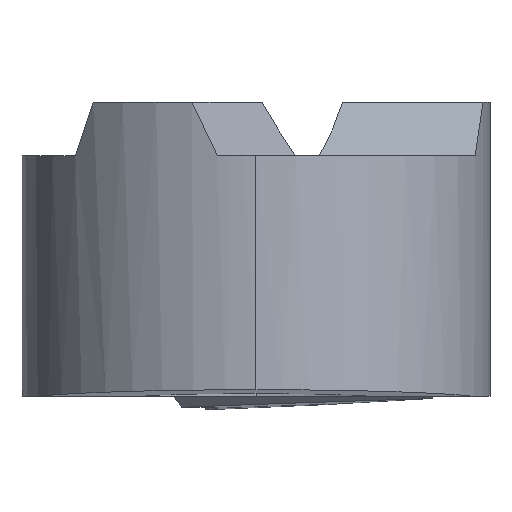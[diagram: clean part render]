
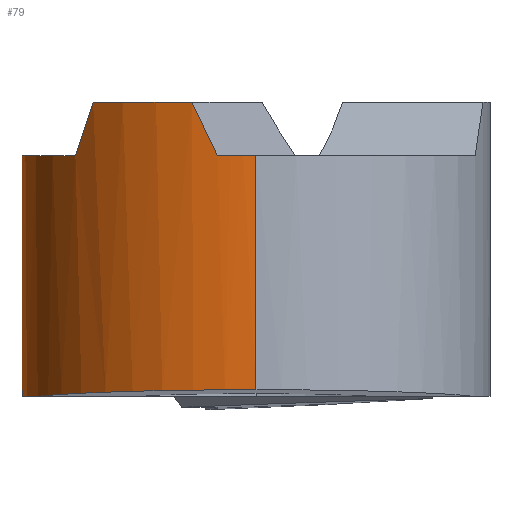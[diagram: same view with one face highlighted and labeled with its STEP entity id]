
A CAD part, left-side view. The second image highlights one B-rep face of the part: STEP entity #79.
In plain terms, the highlighted cylindrical face has radius 3.5 mm (diameter 7 mm), a partial arc.
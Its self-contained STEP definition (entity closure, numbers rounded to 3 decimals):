
#79=ADVANCED_FACE('',(#130),#119,.T.);
#119=CYLINDRICAL_SURFACE('',#838,3.5);
#130=FACE_OUTER_BOUND('',#172,.T.);
#172=EDGE_LOOP('',(#326,#327,#328,#329,#330,#331,#332,#333,#334,#335,#336));
#213=(
BOUNDED_CURVE()
B_SPLINE_CURVE(3,(#1132,#1133,#1134,#1135),.UNSPECIFIED.,.F.,.F.)
B_SPLINE_CURVE_WITH_KNOTS((4,4),(0.,1.),.UNSPECIFIED.)
CURVE()
GEOMETRIC_REPRESENTATION_ITEM()
RATIONAL_B_SPLINE_CURVE((1.,0.883,0.883,1.))
REPRESENTATION_ITEM('')
);
#214=(
BOUNDED_CURVE()
B_SPLINE_CURVE(3,(#1142,#1143,#1144,#1145),.UNSPECIFIED.,.F.,.F.)
B_SPLINE_CURVE_WITH_KNOTS((4,4),(0.,1.),.UNSPECIFIED.)
CURVE()
GEOMETRIC_REPRESENTATION_ITEM()
RATIONAL_B_SPLINE_CURVE((1.,0.999,0.999,1.))
REPRESENTATION_ITEM('')
);
#215=(
BOUNDED_CURVE()
B_SPLINE_CURVE(3,(#1149,#1150,#1151,#1152),.UNSPECIFIED.,.F.,.F.)
B_SPLINE_CURVE_WITH_KNOTS((4,4),(0.,1.),.UNSPECIFIED.)
CURVE()
GEOMETRIC_REPRESENTATION_ITEM()
RATIONAL_B_SPLINE_CURVE((1.,0.999,0.999,1.))
REPRESENTATION_ITEM('')
);
#216=(
BOUNDED_CURVE()
B_SPLINE_CURVE(3,(#1156,#1157,#1158,#1159),.UNSPECIFIED.,.F.,.F.)
B_SPLINE_CURVE_WITH_KNOTS((4,4),(0.,1.),.UNSPECIFIED.)
CURVE()
GEOMETRIC_REPRESENTATION_ITEM()
RATIONAL_B_SPLINE_CURVE((1.,0.999,0.999,1.))
REPRESENTATION_ITEM('')
);
#231=LINE('',#1138,#271);
#232=LINE('',#1163,#272);
#271=VECTOR('',#927,1.);
#272=VECTOR('',#936,1.);
#326=ORIENTED_EDGE('',*,*,#627,.F.);
#327=ORIENTED_EDGE('',*,*,#628,.T.);
#328=ORIENTED_EDGE('',*,*,#629,.F.);
#329=ORIENTED_EDGE('',*,*,#630,.F.);
#330=ORIENTED_EDGE('',*,*,#631,.F.);
#331=ORIENTED_EDGE('',*,*,#632,.F.);
#332=ORIENTED_EDGE('',*,*,#633,.F.);
#333=ORIENTED_EDGE('',*,*,#634,.F.);
#334=ORIENTED_EDGE('',*,*,#635,.F.);
#335=ORIENTED_EDGE('',*,*,#636,.F.);
#336=ORIENTED_EDGE('',*,*,#637,.F.);
#548=VERTEX_POINT('',#1136);
#549=VERTEX_POINT('',#1137);
#550=VERTEX_POINT('',#1139);
#551=VERTEX_POINT('',#1141);
#552=VERTEX_POINT('',#1146);
#553=VERTEX_POINT('',#1148);
#554=VERTEX_POINT('',#1153);
#555=VERTEX_POINT('',#1155);
#556=VERTEX_POINT('',#1160);
#557=VERTEX_POINT('',#1162);
#558=VERTEX_POINT('',#1164);
#627=EDGE_CURVE('',#548,#549,#213,.T.);
#628=EDGE_CURVE('',#548,#550,#231,.T.);
#629=EDGE_CURVE('',#551,#550,#732,.T.);
#630=EDGE_CURVE('',#552,#551,#214,.T.);
#631=EDGE_CURVE('',#553,#552,#733,.T.);
#632=EDGE_CURVE('',#554,#553,#215,.T.);
#633=EDGE_CURVE('',#555,#554,#734,.T.);
#634=EDGE_CURVE('',#556,#555,#216,.T.);
#635=EDGE_CURVE('',#557,#556,#735,.T.);
#636=EDGE_CURVE('',#558,#557,#232,.T.);
#637=EDGE_CURVE('',#549,#558,#736,.T.);
#732=CIRCLE('',#833,3.5);
#733=CIRCLE('',#834,3.5);
#734=CIRCLE('',#835,3.5);
#735=CIRCLE('',#836,3.5);
#736=CIRCLE('',#837,3.5);
#833=AXIS2_PLACEMENT_3D('',#1140,#928,#929);
#834=AXIS2_PLACEMENT_3D('',#1147,#930,#931);
#835=AXIS2_PLACEMENT_3D('',#1154,#932,#933);
#836=AXIS2_PLACEMENT_3D('',#1161,#934,#935);
#837=AXIS2_PLACEMENT_3D('',#1165,#937,#938);
#838=AXIS2_PLACEMENT_3D('',#1166,#939,#940);
#927=DIRECTION('',(0.,0.,1.));
#928=DIRECTION('',(0.,0.,1.));
#929=DIRECTION('',(-1.,0.,0.));
#930=DIRECTION('',(0.,0.,1.));
#931=DIRECTION('',(-1.,0.,0.));
#932=DIRECTION('',(0.,0.,1.));
#933=DIRECTION('',(-1.,0.,0.));
#934=DIRECTION('',(0.,0.,1.));
#935=DIRECTION('',(-1.,0.,0.));
#936=DIRECTION('',(0.,0.,1.));
#937=DIRECTION('',(0.,0.,-1.));
#938=DIRECTION('',(1.,0.,0.));
#939=DIRECTION('',(0.,0.,1.));
#940=DIRECTION('',(-1.,0.,0.));
#1132=CARTESIAN_POINT('',(-3.5,0.,-3.5));
#1133=CARTESIAN_POINT('',(-3.5,1.495,-3.5));
#1134=CARTESIAN_POINT('',(-2.654,2.727,-3.538));
#1135=CARTESIAN_POINT('',(-1.26,3.265,-3.6));
#1136=CARTESIAN_POINT('',(-3.5,0.,-3.5));
#1137=CARTESIAN_POINT('',(-1.26,3.265,-3.6));
#1138=CARTESIAN_POINT('',(-3.5,0.,-4.));
#1139=CARTESIAN_POINT('',(-3.5,0.,0.));
#1140=CARTESIAN_POINT('',(0.,0.,0.));
#1141=CARTESIAN_POINT('',(-3.452,0.577,0.));
#1142=CARTESIAN_POINT('',(-3.366,0.958,0.8));
#1143=CARTESIAN_POINT('',(-3.402,0.833,0.529));
#1144=CARTESIAN_POINT('',(-3.431,0.705,0.262));
#1145=CARTESIAN_POINT('',(-3.452,0.577,0.));
#1146=CARTESIAN_POINT('',(-3.366,0.958,0.8));
#1147=CARTESIAN_POINT('',(0.,0.,0.8));
#1148=CARTESIAN_POINT('',(-2.513,2.436,0.8));
#1149=CARTESIAN_POINT('',(-2.226,2.701,0.));
#1150=CARTESIAN_POINT('',(-2.326,2.618,0.262));
#1151=CARTESIAN_POINT('',(-2.422,2.53,0.529));
#1152=CARTESIAN_POINT('',(-2.513,2.436,0.8));
#1153=CARTESIAN_POINT('',(-2.226,2.701,0.));
#1154=CARTESIAN_POINT('',(0.,0.,0.));
#1155=CARTESIAN_POINT('',(2.226,2.701,0.));
#1156=CARTESIAN_POINT('',(2.513,2.436,0.8));
#1157=CARTESIAN_POINT('',(2.422,2.53,0.529));
#1158=CARTESIAN_POINT('',(2.326,2.618,0.262));
#1159=CARTESIAN_POINT('',(2.226,2.701,0.));
#1160=CARTESIAN_POINT('',(2.513,2.436,0.8));
#1161=CARTESIAN_POINT('',(0.,0.,0.8));
#1162=CARTESIAN_POINT('',(2.82,2.073,0.8));
#1163=CARTESIAN_POINT('',(2.82,2.073,-4.));
#1164=CARTESIAN_POINT('',(2.82,2.073,-3.6));
#1165=CARTESIAN_POINT('',(0.,0.,-3.6));
#1166=CARTESIAN_POINT('',(0.,0.,-4.));
